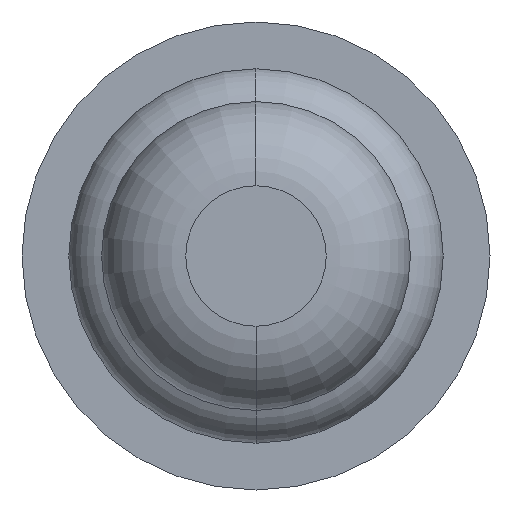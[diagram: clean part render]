
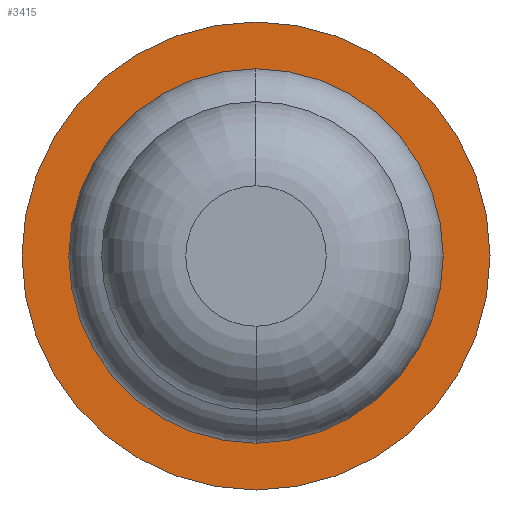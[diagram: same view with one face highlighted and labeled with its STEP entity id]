
A CAD part, front view. The second image highlights one B-rep face of the part: STEP entity #3415.
In plain terms, the highlighted planar face has unit normal (0, -1, 0).
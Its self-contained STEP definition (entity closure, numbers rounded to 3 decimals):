
#39 = CIRCLE ( 'NONE', #749, 1.25 ) ;
#136 = AXIS2_PLACEMENT_3D ( 'NONE', #525, #244, #2365 ) ;
#162 = DIRECTION ( 'NONE',  ( -1., 0., 0. ) ) ;
#244 = DIRECTION ( 'NONE',  ( 0., 1., 0. ) ) ;
#509 = EDGE_CURVE ( 'Defeature ausgef�hrt1_12+Defeature ausgef�hrt1_13+Defeature ausgef�hrt1_13+Defeature ausgef�hrt1_13', #2108, #679, #3774, .T. ) ;
#525 = CARTESIAN_POINT ( 'NONE',  ( 0., 5., 0. ) ) ;
#542 = DIRECTION ( 'NONE',  ( -1., 0., 0. ) ) ;
#553 = CIRCLE ( 'NONE', #136, 0.64 ) ;
#559 = ORIENTED_EDGE ( 'NONE', *, *, #3813, .F. ) ;
#679 = VERTEX_POINT ( 'NONE', #3570 ) ;
#749 = AXIS2_PLACEMENT_3D ( 'NONE', #2859, #3798, #542 ) ;
#905 = CARTESIAN_POINT ( 'NONE',  ( 1.25, 5., 0. ) ) ;
#1027 = DIRECTION ( 'NONE',  ( 0., 1., 0. ) ) ;
#1248 = VERTEX_POINT ( 'NONE', #3077 ) ;
#1482 = DIRECTION ( 'NONE',  ( -1., 0., 0. ) ) ;
#1641 = EDGE_LOOP ( 'NONE', ( #559, #3789 ) ) ;
#1660 = DIRECTION ( 'NONE',  ( -1., 0., 0. ) ) ;
#1774 = CARTESIAN_POINT ( 'NONE',  ( 1.25, 5., 0. ) ) ;
#1895 = DIRECTION ( 'NONE',  ( 0., 1., 0. ) ) ;
#1936 = FACE_BOUND ( 'NONE', #3849, .T. ) ;
#2025 = ORIENTED_EDGE ( 'NONE', *, *, #2952, .T. ) ;
#2080 = PLANE ( 'NONE',  #3715 ) ;
#2108 = VERTEX_POINT ( 'NONE', #905 ) ;
#2166 = CIRCLE ( 'NONE', #3177, 0.64 ) ;
#2219 = FACE_OUTER_BOUND ( 'NONE', #1641, .T. ) ;
#2365 = DIRECTION ( 'NONE',  ( -1., 0., 0. ) ) ;
#2556 = CARTESIAN_POINT ( 'NONE',  ( 0., 5., 0. ) ) ;
#2666 = EDGE_CURVE ( 'Defeature ausgef�hrt1_13+Defeature ausgef�hrt1_10+Defeature ausgef�hrt1_10+Defeature ausgef�hrt1_10', #2897, #1248, #2166, .T. ) ;
#2805 = AXIS2_PLACEMENT_3D ( 'NONE', #2556, #1027, #162 ) ;
#2841 = CARTESIAN_POINT ( 'NONE',  ( 0., 5., 0. ) ) ;
#2859 = CARTESIAN_POINT ( 'NONE',  ( 0., 5., 0. ) ) ;
#2897 = VERTEX_POINT ( 'NONE', #3187 ) ;
#2952 = EDGE_CURVE ( 'Defeature ausgef�hrt1_13+Defeature ausgef�hrt1_10+Defeature ausgef�hrt1_10+Defeature ausgef�hrt1_10', #1248, #2897, #553, .T. ) ;
#3077 = CARTESIAN_POINT ( 'NONE',  ( -0.64, 5., 0. ) ) ;
#3177 = AXIS2_PLACEMENT_3D ( 'NONE', #2841, #1895, #1660 ) ;
#3187 = CARTESIAN_POINT ( 'NONE',  ( 0.64, 5., 0. ) ) ;
#3415 = ADVANCED_FACE ( 'Defeature ausgef�hrt1_13', ( #2219, #1936 ), #2080, .F. ) ;
#3550 = DIRECTION ( 'NONE',  ( 0., 1., 0. ) ) ;
#3570 = CARTESIAN_POINT ( 'NONE',  ( -1.25, 5., 0. ) ) ;
#3715 = AXIS2_PLACEMENT_3D ( 'NONE', #1774, #3550, #1482 ) ;
#3774 = CIRCLE ( 'NONE', #2805, 1.25 ) ;
#3789 = ORIENTED_EDGE ( 'NONE', *, *, #509, .F. ) ;
#3798 = DIRECTION ( 'NONE',  ( 0., 1., 0. ) ) ;
#3813 = EDGE_CURVE ( 'Defeature ausgef�hrt1_12+Defeature ausgef�hrt1_13+Defeature ausgef�hrt1_13+Defeature ausgef�hrt1_13', #679, #2108, #39, .T. ) ;
#3843 = ORIENTED_EDGE ( 'NONE', *, *, #2666, .T. ) ;
#3849 = EDGE_LOOP ( 'NONE', ( #2025, #3843 ) ) ;
